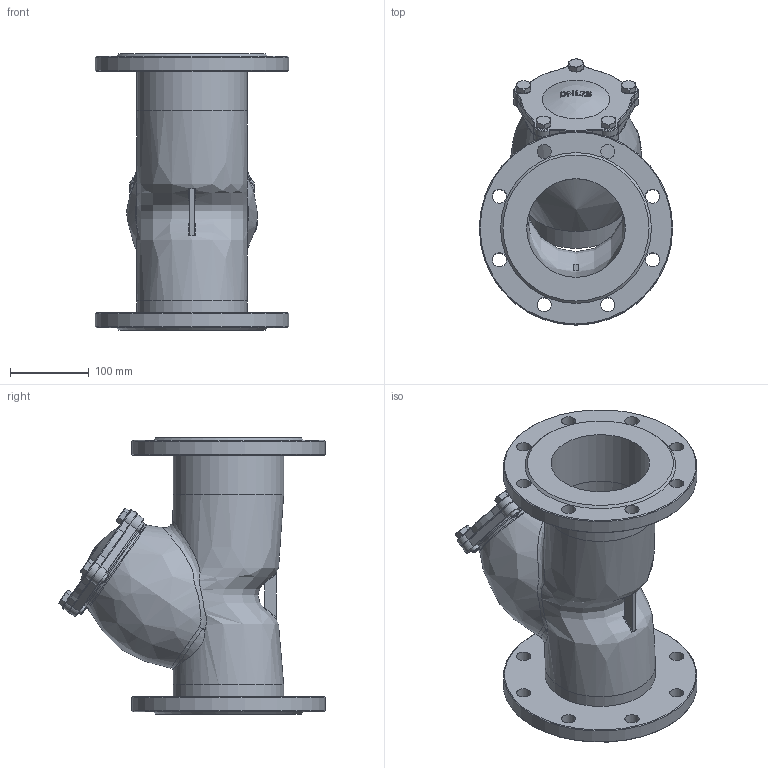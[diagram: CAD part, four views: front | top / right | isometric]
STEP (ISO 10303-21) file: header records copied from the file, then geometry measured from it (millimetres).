
FILE_DESCRIPTION(/* description */ (''),/* implementation_level */ '2;1');
FILE_NAME(/* name */ 'DN125_3D_STEP.stp',/* time_stamp */ '2023-12-14T19:05:50+03:00',/* author */ ('igorr'),/* organization */ (''),/* preprocessor_version */ 'ST-DEVELOPER v19.2',/* originating_system */ 'Autodesk Inventor 2023',/* authorisation */ '');
FILE_SCHEMA (('AUTOMOTIVE_DESIGN { 1 0 10303 214 3 1 1 }'));
Length unit declared in the file: millimetre
Products named in the file (4): Сборка; Деталь1; Деталь2; AS 1110 - M12 x 25
Assembly tree (7 placements, depth 2):
  Сборка
    Деталь1
    Деталь2
    AS 1110 - M12 x 25  x5
Bounding box: 245 x 337.24 x 350 mm (x, y, z)
Volume: 5387716.1 mm3; surface area: 558129.7 mm2
Topology: 7 solids, 7 shells, 420 faces, 1052 edges, 671 vertices
Faces by surface type: plane 209, bspline 84, cylinder 62, cone 61, torus 4
Full cylindrical faces by diameter (mm): 8 x10, 12 x5, 18 x21, 125 x2, 130 x1, 140 x2, 245 x2
Entity records: 14741 total; most frequent: CARTESIAN_POINT 7103, ORIENTED_EDGE 1694, DIRECTION 1114, EDGE_CURVE 847, VERTEX_POINT 551, AXIS2_PLACEMENT_3D 414, EDGE_LOOP 402, B_SPLINE_CURVE_WITH_KNOTS 383
